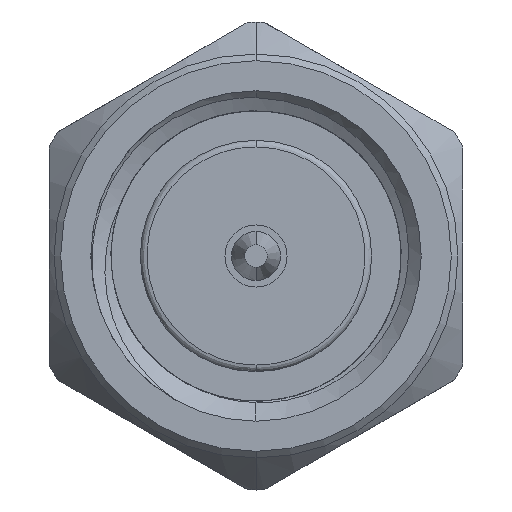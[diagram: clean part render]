
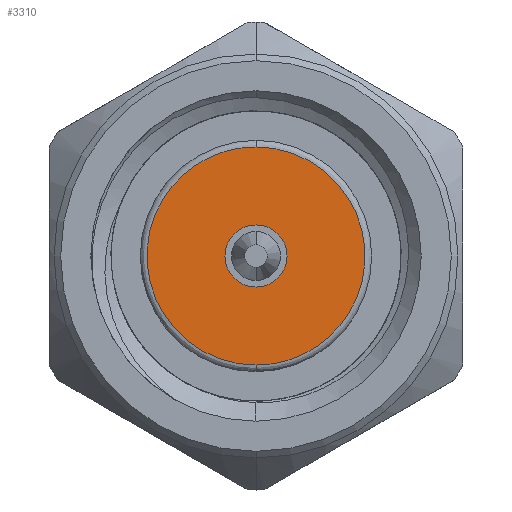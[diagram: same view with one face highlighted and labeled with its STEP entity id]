
A CAD part, left-side view. The second image highlights one B-rep face of the part: STEP entity #3310.
In plain terms, the highlighted planar face has unit normal (-1, 0, 0).
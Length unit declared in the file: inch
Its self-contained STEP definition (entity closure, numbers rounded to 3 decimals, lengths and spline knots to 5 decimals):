
#351 =( BOUNDED_CURVE ( )  B_SPLINE_CURVE ( 3, ( #4930, #2363, #6395, #1834 ),
 .UNSPECIFIED., .F., .T. ) 
 B_SPLINE_CURVE_WITH_KNOTS ( ( 4, 4 ),
 ( 0., 1. ),
 .UNSPECIFIED. ) 
 CURVE ( )  GEOMETRIC_REPRESENTATION_ITEM ( )  RATIONAL_B_SPLINE_CURVE ( ( 1., 0.333, 0.333, 1. ) ) 
 REPRESENTATION_ITEM ( '' )  );
#394 = FACE_OUTER_BOUND ( 'NONE', #5112, .T. ) ;
#658 = CARTESIAN_POINT ( 'NONE',  ( 0.1, 0., 0. ) ) ;
#747 = EDGE_CURVE ( 'NONE', #3719, #3636, #4250, .T. ) ;
#826 =( BOUNDED_CURVE ( )  B_SPLINE_CURVE ( 3, ( #2150, #4284, #5252, #5809 ),
 .UNSPECIFIED., .F., .F. ) 
 B_SPLINE_CURVE_WITH_KNOTS ( ( 4, 4 ),
 ( 0., 1. ),
 .UNSPECIFIED. ) 
 CURVE ( )  GEOMETRIC_REPRESENTATION_ITEM ( )  RATIONAL_B_SPLINE_CURVE ( ( 1., 0.333, 0.333, 1. ) ) 
 REPRESENTATION_ITEM ( '' )  );
#845 = CARTESIAN_POINT ( 'NONE',  ( 0.1, 0., -0.0825 ) ) ;
#1047 = DIRECTION ( 'NONE',  ( 1., 0., 0. ) ) ;
#1087 = DIRECTION ( 'NONE',  ( -1., 0., 0. ) ) ;
#1365 = EDGE_CURVE ( 'NONE', #2053, #5500, #826, .T. ) ;
#1834 = CARTESIAN_POINT ( 'NONE',  ( 0.1, 0., -0.0825 ) ) ;
#1995 = EDGE_CURVE ( 'NONE', #5500, #2053, #351, .T. ) ;
#2053 = VERTEX_POINT ( 'NONE', #845 ) ;
#2150 = CARTESIAN_POINT ( 'NONE',  ( 0.1, 0., -0.0825 ) ) ;
#2214 = CARTESIAN_POINT ( 'NONE',  ( 0.1, 0., -0.0235 ) ) ;
#2363 = CARTESIAN_POINT ( 'NONE',  ( 0.1, -0.165, 0.0825 ) ) ;
#2624 = CARTESIAN_POINT ( 'NONE',  ( 0.1, 0., 0.0825 ) ) ;
#2631 = FACE_BOUND ( 'NONE', #3754, .T. ) ;
#2665 = AXIS2_PLACEMENT_3D ( 'NONE', #5201, #1047, #3097 ) ;
#2699 = DIRECTION ( 'NONE',  ( 0., 0., -1. ) ) ;
#3097 = DIRECTION ( 'NONE',  ( 0., 0., -1. ) ) ;
#3310 = ADVANCED_FACE ( 'NONE', ( #2631, #394 ), #5548, .F. ) ;
#3484 = AXIS2_PLACEMENT_3D ( 'NONE', #658, #5766, #2699 ) ;
#3636 = VERTEX_POINT ( 'NONE', #2214 ) ;
#3679 = EDGE_CURVE ( 'NONE', #3636, #3719, #5205, .T. ) ;
#3719 = VERTEX_POINT ( 'NONE', #6384 ) ;
#3754 = EDGE_LOOP ( 'NONE', ( #6296, #3788 ) ) ;
#3788 = ORIENTED_EDGE ( 'NONE', *, *, #747, .F. ) ;
#3821 = AXIS2_PLACEMENT_3D ( 'NONE', #4186, #1087, #4705 ) ;
#4186 = CARTESIAN_POINT ( 'NONE',  ( 0.1, 0., 0. ) ) ;
#4250 = CIRCLE ( 'NONE', #3821, 0.0235 ) ;
#4284 = CARTESIAN_POINT ( 'NONE',  ( 0.1, 0.165, -0.0825 ) ) ;
#4705 = DIRECTION ( 'NONE',  ( 0., 0., -1. ) ) ;
#4930 = CARTESIAN_POINT ( 'NONE',  ( 0.1, 0., 0.0825 ) ) ;
#5112 = EDGE_LOOP ( 'NONE', ( #5989, #6665 ) ) ;
#5201 = CARTESIAN_POINT ( 'NONE',  ( 0.1, 0., 0. ) ) ;
#5205 = CIRCLE ( 'NONE', #3484, 0.0235 ) ;
#5252 = CARTESIAN_POINT ( 'NONE',  ( 0.1, 0.165, 0.0825 ) ) ;
#5500 = VERTEX_POINT ( 'NONE', #2624 ) ;
#5548 = PLANE ( 'NONE',  #2665 ) ;
#5766 = DIRECTION ( 'NONE',  ( -1., 0., 0. ) ) ;
#5809 = CARTESIAN_POINT ( 'NONE',  ( 0.1, 0., 0.0825 ) ) ;
#5989 = ORIENTED_EDGE ( 'NONE', *, *, #1365, .F. ) ;
#6296 = ORIENTED_EDGE ( 'NONE', *, *, #3679, .F. ) ;
#6384 = CARTESIAN_POINT ( 'NONE',  ( 0.1, 0., 0.0235 ) ) ;
#6395 = CARTESIAN_POINT ( 'NONE',  ( 0.1, -0.165, -0.0825 ) ) ;
#6665 = ORIENTED_EDGE ( 'NONE', *, *, #1995, .F. ) ;
